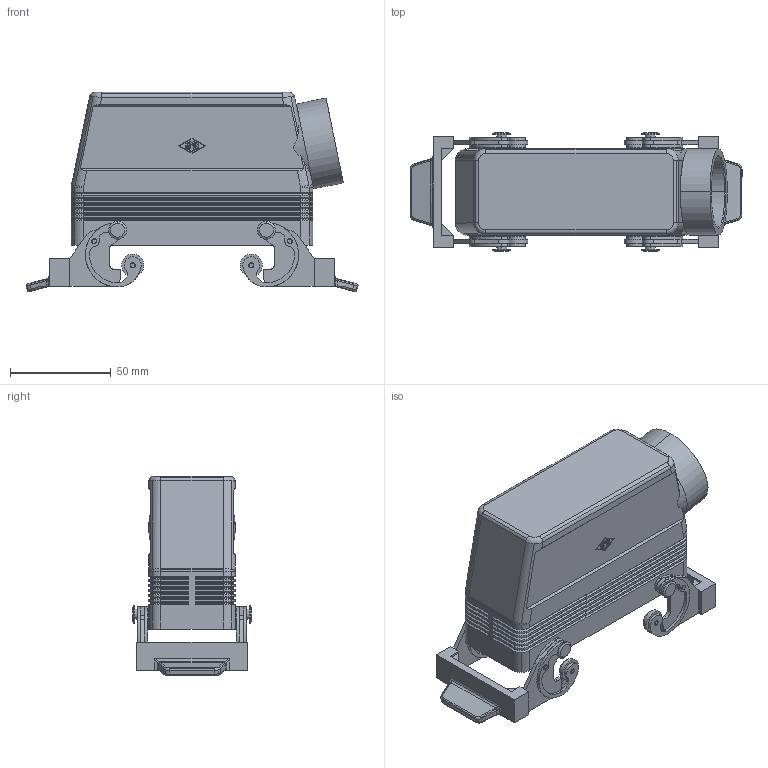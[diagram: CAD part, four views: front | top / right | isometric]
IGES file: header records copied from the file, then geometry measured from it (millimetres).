
Global section: file name: No Iges File Name specified; native system: AutoDesk Inventor R6.1; preprocessor: AutoDesk Inventor Iges Exporter R6.1; author: No Author specified; organization: No Organization specified; date: 20061221.121226; units: millimetre
Bounding box: 165.09 x 59 x 99.1 mm (x, y, z)
Volume: 107657.7 mm3; surface area: 73384.2 mm2
Topology: 1 solids, 5 shells, 956 faces, 2406 edges, 1486 vertices
Faces by surface type: bspline 291, plane 283, cylinder 192, cone 106, revolution 64, torus 16, sphere 4
